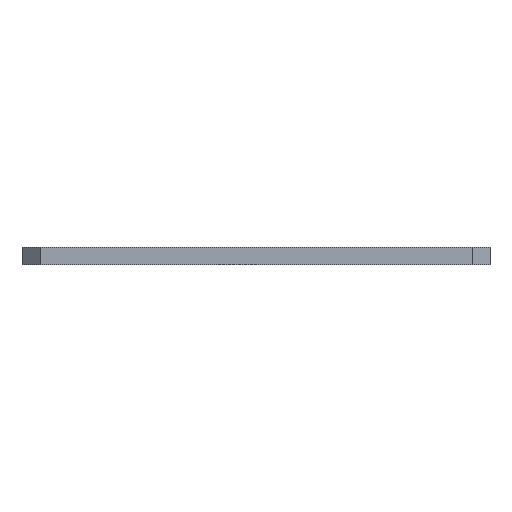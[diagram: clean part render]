
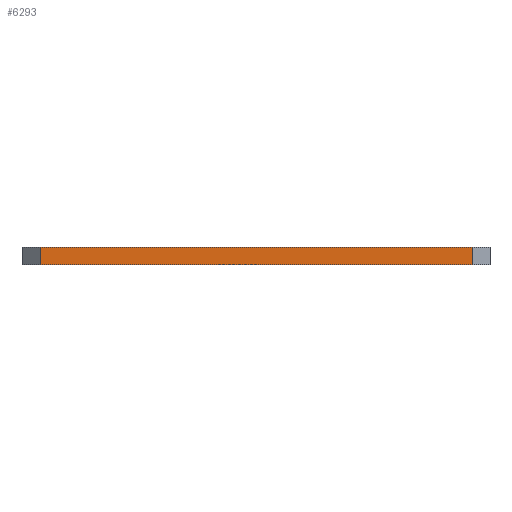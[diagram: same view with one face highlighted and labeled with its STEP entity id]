
A CAD part, front view. The second image highlights one B-rep face of the part: STEP entity #6293.
In plain terms, the highlighted planar face has unit normal (0, -1, 0).
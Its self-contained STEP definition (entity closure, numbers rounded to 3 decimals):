
#83 = PLANE('',#84);
#84 = AXIS2_PLACEMENT_3D('',#85,#86,#87);
#85 = CARTESIAN_POINT('',(16.657,-16.657,1.2));
#86 = DIRECTION('',(0.,0.,1.));
#87 = DIRECTION('',(1.,0.,-0.));
#137 = PLANE('',#138);
#138 = AXIS2_PLACEMENT_3D('',#139,#140,#141);
#139 = CARTESIAN_POINT('',(16.657,-16.657,0.));
#140 = DIRECTION('',(0.,0.,1.));
#141 = DIRECTION('',(1.,0.,-0.));
#330 = VERTEX_POINT('',#331);
#331 = CARTESIAN_POINT('',(1.27,-33.02,0.));
#345 = PLANE('',#346);
#346 = AXIS2_PLACEMENT_3D('',#347,#348,#349);
#347 = CARTESIAN_POINT('',(0.,-31.75,0.));
#348 = DIRECTION('',(0.707,0.707,-0.));
#349 = DIRECTION('',(0.707,-0.707,0.));
#357 = EDGE_CURVE('',#330,#358,#360,.T.);
#358 = VERTEX_POINT('',#359);
#359 = CARTESIAN_POINT('',(31.75,-33.02,0.));
#360 = SURFACE_CURVE('',#361,(#365,#372),.PCURVE_S1.);
#361 = LINE('',#362,#363);
#362 = CARTESIAN_POINT('',(1.27,-33.02,0.));
#363 = VECTOR('',#364,1.);
#364 = DIRECTION('',(1.,0.,0.));
#365 = PCURVE('',#137,#366);
#366 = DEFINITIONAL_REPRESENTATION('',(#367),#371);
#367 = LINE('',#368,#369);
#368 = CARTESIAN_POINT('',(-15.387,-16.363));
#369 = VECTOR('',#370,1.);
#370 = DIRECTION('',(1.,0.));
#371 = ( GEOMETRIC_REPRESENTATION_CONTEXT(2) 
PARAMETRIC_REPRESENTATION_CONTEXT() REPRESENTATION_CONTEXT('2D SPACE',''
  ) );
#372 = PCURVE('',#373,#378);
#373 = PLANE('',#374);
#374 = AXIS2_PLACEMENT_3D('',#375,#376,#377);
#375 = CARTESIAN_POINT('',(1.27,-33.02,0.));
#376 = DIRECTION('',(0.,1.,0.));
#377 = DIRECTION('',(1.,0.,0.));
#378 = DEFINITIONAL_REPRESENTATION('',(#379),#383);
#379 = LINE('',#380,#381);
#380 = CARTESIAN_POINT('',(0.,0.));
#381 = VECTOR('',#382,1.);
#382 = DIRECTION('',(1.,0.));
#383 = ( GEOMETRIC_REPRESENTATION_CONTEXT(2) 
PARAMETRIC_REPRESENTATION_CONTEXT() REPRESENTATION_CONTEXT('2D SPACE',''
  ) );
#401 = PLANE('',#402);
#402 = AXIS2_PLACEMENT_3D('',#403,#404,#405);
#403 = CARTESIAN_POINT('',(31.75,-33.02,0.));
#404 = DIRECTION('',(-0.707,0.707,0.));
#405 = DIRECTION('',(0.707,0.707,0.));
#3530 = VERTEX_POINT('',#3531);
#3531 = CARTESIAN_POINT('',(1.27,-33.02,1.2));
#3552 = EDGE_CURVE('',#3530,#3553,#3555,.T.);
#3553 = VERTEX_POINT('',#3554);
#3554 = CARTESIAN_POINT('',(31.75,-33.02,1.2));
#3555 = SURFACE_CURVE('',#3556,(#3560,#3567),.PCURVE_S1.);
#3556 = LINE('',#3557,#3558);
#3557 = CARTESIAN_POINT('',(1.27,-33.02,1.2));
#3558 = VECTOR('',#3559,1.);
#3559 = DIRECTION('',(1.,0.,0.));
#3560 = PCURVE('',#83,#3561);
#3561 = DEFINITIONAL_REPRESENTATION('',(#3562),#3566);
#3562 = LINE('',#3563,#3564);
#3563 = CARTESIAN_POINT('',(-15.387,-16.363));
#3564 = VECTOR('',#3565,1.);
#3565 = DIRECTION('',(1.,0.));
#3566 = ( GEOMETRIC_REPRESENTATION_CONTEXT(2) 
PARAMETRIC_REPRESENTATION_CONTEXT() REPRESENTATION_CONTEXT('2D SPACE',''
  ) );
#3567 = PCURVE('',#373,#3568);
#3568 = DEFINITIONAL_REPRESENTATION('',(#3569),#3573);
#3569 = LINE('',#3570,#3571);
#3570 = CARTESIAN_POINT('',(0.,-1.2));
#3571 = VECTOR('',#3572,1.);
#3572 = DIRECTION('',(1.,0.));
#3573 = ( GEOMETRIC_REPRESENTATION_CONTEXT(2) 
PARAMETRIC_REPRESENTATION_CONTEXT() REPRESENTATION_CONTEXT('2D SPACE',''
  ) );
#6243 = EDGE_CURVE('',#358,#3553,#6244,.T.);
#6244 = SURFACE_CURVE('',#6245,(#6249,#6256),.PCURVE_S1.);
#6245 = LINE('',#6246,#6247);
#6246 = CARTESIAN_POINT('',(31.75,-33.02,0.));
#6247 = VECTOR('',#6248,1.);
#6248 = DIRECTION('',(0.,0.,1.));
#6249 = PCURVE('',#401,#6250);
#6250 = DEFINITIONAL_REPRESENTATION('',(#6251),#6255);
#6251 = LINE('',#6252,#6253);
#6252 = CARTESIAN_POINT('',(0.,0.));
#6253 = VECTOR('',#6254,1.);
#6254 = DIRECTION('',(0.,-1.));
#6255 = ( GEOMETRIC_REPRESENTATION_CONTEXT(2) 
PARAMETRIC_REPRESENTATION_CONTEXT() REPRESENTATION_CONTEXT('2D SPACE',''
  ) );
#6256 = PCURVE('',#373,#6257);
#6257 = DEFINITIONAL_REPRESENTATION('',(#6258),#6262);
#6258 = LINE('',#6259,#6260);
#6259 = CARTESIAN_POINT('',(30.48,0.));
#6260 = VECTOR('',#6261,1.);
#6261 = DIRECTION('',(0.,-1.));
#6262 = ( GEOMETRIC_REPRESENTATION_CONTEXT(2) 
PARAMETRIC_REPRESENTATION_CONTEXT() REPRESENTATION_CONTEXT('2D SPACE',''
  ) );
#6272 = EDGE_CURVE('',#330,#3530,#6273,.T.);
#6273 = SURFACE_CURVE('',#6274,(#6278,#6285),.PCURVE_S1.);
#6274 = LINE('',#6275,#6276);
#6275 = CARTESIAN_POINT('',(1.27,-33.02,0.));
#6276 = VECTOR('',#6277,1.);
#6277 = DIRECTION('',(0.,0.,1.));
#6278 = PCURVE('',#345,#6279);
#6279 = DEFINITIONAL_REPRESENTATION('',(#6280),#6284);
#6280 = LINE('',#6281,#6282);
#6281 = CARTESIAN_POINT('',(1.796,0.));
#6282 = VECTOR('',#6283,1.);
#6283 = DIRECTION('',(0.,-1.));
#6284 = ( GEOMETRIC_REPRESENTATION_CONTEXT(2) 
PARAMETRIC_REPRESENTATION_CONTEXT() REPRESENTATION_CONTEXT('2D SPACE',''
  ) );
#6285 = PCURVE('',#373,#6286);
#6286 = DEFINITIONAL_REPRESENTATION('',(#6287),#6291);
#6287 = LINE('',#6288,#6289);
#6288 = CARTESIAN_POINT('',(0.,0.));
#6289 = VECTOR('',#6290,1.);
#6290 = DIRECTION('',(0.,-1.));
#6291 = ( GEOMETRIC_REPRESENTATION_CONTEXT(2) 
PARAMETRIC_REPRESENTATION_CONTEXT() REPRESENTATION_CONTEXT('2D SPACE',''
  ) );
#6293 = ADVANCED_FACE('',(#6294),#373,.F.);
#6294 = FACE_BOUND('',#6295,.F.);
#6295 = EDGE_LOOP('',(#6296,#6297,#6298,#6299));
#6296 = ORIENTED_EDGE('',*,*,#6272,.T.);
#6297 = ORIENTED_EDGE('',*,*,#3552,.T.);
#6298 = ORIENTED_EDGE('',*,*,#6243,.F.);
#6299 = ORIENTED_EDGE('',*,*,#357,.F.);
